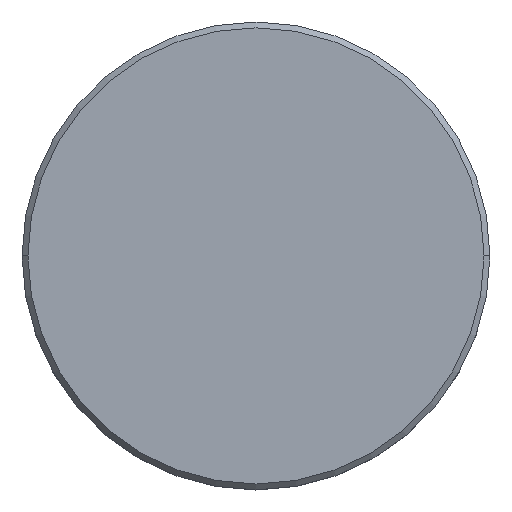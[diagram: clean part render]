
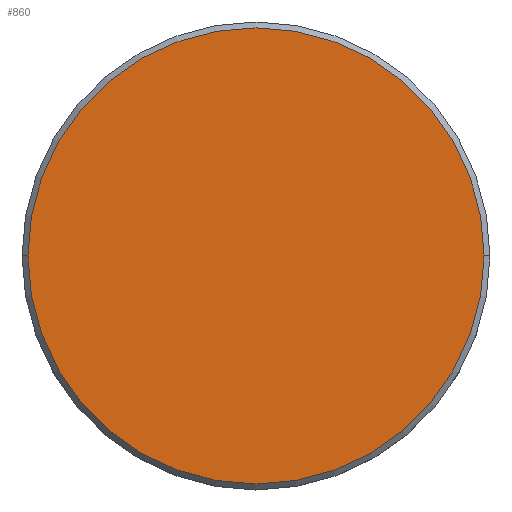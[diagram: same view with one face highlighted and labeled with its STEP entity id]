
A CAD part, top view. The second image highlights one B-rep face of the part: STEP entity #860.
In plain terms, the highlighted planar face has unit normal (0, 0, 1).
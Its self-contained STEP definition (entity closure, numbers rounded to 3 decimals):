
#5 = ORIENTED_EDGE ( 'NONE', *, *, #625, .T. ) ;
#149 = CARTESIAN_POINT ( 'NONE',  ( -19.5, 0., 0. ) ) ;
#161 = VERTEX_POINT ( 'NONE', #149 ) ;
#164 = DIRECTION ( 'NONE',  ( 1., 0., 0. ) ) ;
#221 = ORIENTED_EDGE ( 'NONE', *, *, #989, .T. ) ;
#235 = DIRECTION ( 'NONE',  ( 1., 0., 0. ) ) ;
#342 = CARTESIAN_POINT ( 'NONE',  ( 0., 0., 0. ) ) ;
#357 = EDGE_LOOP ( 'NONE', ( #221, #5 ) ) ;
#522 = CIRCLE ( 'NONE', #880, 19.5 ) ;
#625 = EDGE_CURVE ( 'NONE', #1112, #161, #1111, .T. ) ;
#634 = AXIS2_PLACEMENT_3D ( 'NONE', #790, #699, #164 ) ;
#699 = DIRECTION ( 'NONE',  ( 0., 0., 1. ) ) ;
#716 = FACE_OUTER_BOUND ( 'NONE', #357, .T. ) ;
#756 = CARTESIAN_POINT ( 'NONE',  ( 0., 0., 0. ) ) ;
#772 = DIRECTION ( 'NONE',  ( 1., 0., 0. ) ) ;
#790 = CARTESIAN_POINT ( 'NONE',  ( 0., 0., 0. ) ) ;
#860 = ADVANCED_FACE ( 'NONE', ( #716 ), #1085, .T. ) ;
#875 = AXIS2_PLACEMENT_3D ( 'NONE', #342, #959, #772 ) ;
#880 = AXIS2_PLACEMENT_3D ( 'NONE', #756, #968, #235 ) ;
#927 = CARTESIAN_POINT ( 'NONE',  ( 19.5, 0., 0. ) ) ;
#959 = DIRECTION ( 'NONE',  ( 0., 0., 1. ) ) ;
#968 = DIRECTION ( 'NONE',  ( 0., 0., 1. ) ) ;
#989 = EDGE_CURVE ( 'NONE', #161, #1112, #522, .T. ) ;
#1085 = PLANE ( 'NONE',  #634 ) ;
#1111 = CIRCLE ( 'NONE', #875, 19.5 ) ;
#1112 = VERTEX_POINT ( 'NONE', #927 ) ;
